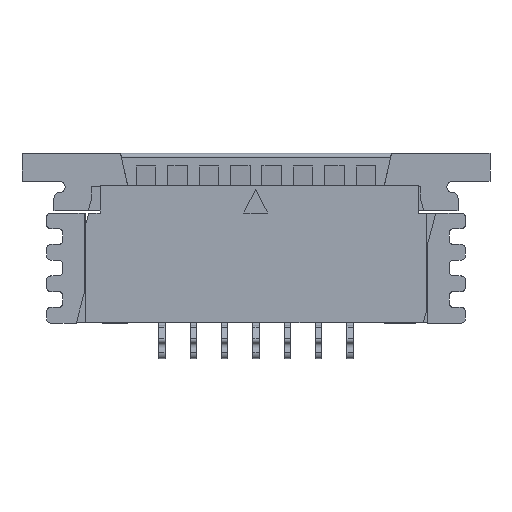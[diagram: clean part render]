
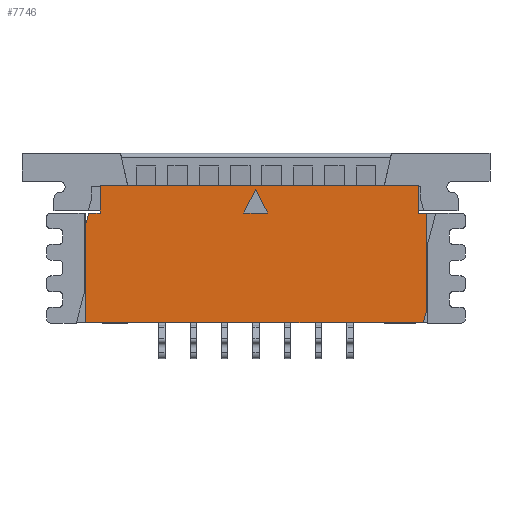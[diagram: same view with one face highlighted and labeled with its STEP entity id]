
A CAD part, front view. The second image highlights one B-rep face of the part: STEP entity #7746.
In plain terms, the highlighted planar face has unit normal (0, -1, 0).
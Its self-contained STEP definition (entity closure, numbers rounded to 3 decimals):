
#13=DIRECTION('',(0.259,0.,0.966));
#14=VECTOR('',#13,0.386);
#15=CARTESIAN_POINT('',(-5.43,-1.245,-1.243));
#16=LINE('',#15,#14);
#17=DIRECTION('',(1.,0.,0.));
#18=VECTOR('',#17,0.36);
#19=CARTESIAN_POINT('',(-5.33,-1.245,-0.87));
#20=LINE('',#19,#18);
#21=DIRECTION('',(0.,0.,1.));
#22=VECTOR('',#21,0.87);
#23=CARTESIAN_POINT('',(-4.97,-1.245,-0.87));
#24=LINE('',#23,#22);
#25=DIRECTION('',(0.,0.,-1.));
#26=VECTOR('',#25,0.87);
#27=CARTESIAN_POINT('',(5.17,-1.245,0.));
#28=LINE('',#27,#26);
#29=DIRECTION('',(1.,0.,0.));
#30=VECTOR('',#29,0.26);
#31=CARTESIAN_POINT('',(5.17,-1.245,-0.87));
#32=LINE('',#31,#30);
#33=DIRECTION('',(0.,0.,1.));
#34=VECTOR('',#33,3.127);
#35=CARTESIAN_POINT('',(5.43,-1.245,-3.997));
#36=LINE('',#35,#34);
#37=DIRECTION('',(-0.259,0.,-0.966));
#38=VECTOR('',#37,0.386);
#39=CARTESIAN_POINT('',(5.43,-1.245,-3.997));
#40=LINE('',#39,#38);
#41=DIRECTION('',(-1.,0.,0.));
#42=VECTOR('',#41,10.76);
#43=CARTESIAN_POINT('',(5.33,-1.245,-4.37));
#44=LINE('',#43,#42);
#45=DIRECTION('',(0.,0.,1.));
#46=VECTOR('',#45,3.127);
#47=CARTESIAN_POINT('',(-5.43,-1.245,-4.37));
#48=LINE('',#47,#46);
#49=DIRECTION('',(-0.447,0.,0.894));
#50=VECTOR('',#49,0.85);
#51=CARTESIAN_POINT('',(0.37,-1.245,-0.87));
#52=LINE('',#51,#50);
#53=DIRECTION('',(-0.447,0.,-0.894));
#54=VECTOR('',#53,0.85);
#55=CARTESIAN_POINT('',(-0.011,-1.245,-0.11));
#56=LINE('',#55,#54);
#57=DIRECTION('',(1.,0.,0.));
#58=VECTOR('',#57,0.76);
#59=CARTESIAN_POINT('',(-0.391,-1.245,-0.87));
#60=LINE('',#59,#58);
#2532=DIRECTION('',(-1.,0.,0.));
#2533=VECTOR('',#2532,10.14);
#2534=CARTESIAN_POINT('',(5.17,-1.245,0.));
#2535=LINE('',#2534,#2533);
#5877=CARTESIAN_POINT('',(-4.97,-1.245,-0.87));
#5878=CARTESIAN_POINT('',(-4.97,-1.245,0.));
#5879=VERTEX_POINT('',#5877);
#5880=VERTEX_POINT('',#5878);
#5881=CARTESIAN_POINT('',(5.17,-1.245,0.));
#5882=CARTESIAN_POINT('',(5.17,-1.245,-0.87));
#5883=VERTEX_POINT('',#5881);
#5884=VERTEX_POINT('',#5882);
#5896=CARTESIAN_POINT('',(-5.43,-1.245,-4.37));
#5898=VERTEX_POINT('',#5896);
#5901=CARTESIAN_POINT('',(5.43,-1.245,-0.87));
#5902=VERTEX_POINT('',#5901);
#7179=CARTESIAN_POINT('',(0.37,-1.245,-0.87));
#7180=CARTESIAN_POINT('',(-0.011,-1.245,-0.11));
#7181=VERTEX_POINT('',#7179);
#7182=VERTEX_POINT('',#7180);
#7183=CARTESIAN_POINT('',(-0.391,-1.245,-0.87));
#7184=VERTEX_POINT('',#7183);
#7193=CARTESIAN_POINT('',(-5.43,-1.245,-1.243));
#7194=CARTESIAN_POINT('',(-5.33,-1.245,-0.87));
#7195=VERTEX_POINT('',#7193);
#7196=VERTEX_POINT('',#7194);
#7205=CARTESIAN_POINT('',(5.43,-1.245,-3.997));
#7206=CARTESIAN_POINT('',(5.33,-1.245,-4.37));
#7207=VERTEX_POINT('',#7205);
#7208=VERTEX_POINT('',#7206);
#7711=CARTESIAN_POINT('',(0.,-1.245,0.));
#7712=DIRECTION('',(0.,1.,0.));
#7713=DIRECTION('',(1.,0.,0.));
#7714=AXIS2_PLACEMENT_3D('',#7711,#7712,#7713);
#7715=PLANE('',#7714);
#7717=ORIENTED_EDGE('',*,*,#7716,.T.);
#7719=ORIENTED_EDGE('',*,*,#7718,.T.);
#7721=ORIENTED_EDGE('',*,*,#7720,.T.);
#7723=ORIENTED_EDGE('',*,*,#7722,.F.);
#7725=ORIENTED_EDGE('',*,*,#7724,.T.);
#7727=ORIENTED_EDGE('',*,*,#7726,.T.);
#7729=ORIENTED_EDGE('',*,*,#7728,.F.);
#7731=ORIENTED_EDGE('',*,*,#7730,.T.);
#7733=ORIENTED_EDGE('',*,*,#7732,.T.);
#7735=ORIENTED_EDGE('',*,*,#7734,.T.);
#7736=EDGE_LOOP('',(#7717,#7719,#7721,#7723,#7725,#7727,#7729,#7731,#7733,
#7735));
#7737=FACE_OUTER_BOUND('',#7736,.F.);
#7739=ORIENTED_EDGE('',*,*,#7738,.T.);
#7741=ORIENTED_EDGE('',*,*,#7740,.T.);
#7743=ORIENTED_EDGE('',*,*,#7742,.T.);
#7744=EDGE_LOOP('',(#7739,#7741,#7743));
#7745=FACE_BOUND('',#7744,.F.);
#7716=EDGE_CURVE('',#7195,#7196,#16,.T.);
#7718=EDGE_CURVE('',#7196,#5879,#20,.T.);
#7720=EDGE_CURVE('',#5879,#5880,#24,.T.);
#7722=EDGE_CURVE('',#5883,#5880,#2535,.T.);
#7724=EDGE_CURVE('',#5883,#5884,#28,.T.);
#7726=EDGE_CURVE('',#5884,#5902,#32,.T.);
#7728=EDGE_CURVE('',#7207,#5902,#36,.T.);
#7730=EDGE_CURVE('',#7207,#7208,#40,.T.);
#7732=EDGE_CURVE('',#7208,#5898,#44,.T.);
#7734=EDGE_CURVE('',#5898,#7195,#48,.T.);
#7738=EDGE_CURVE('',#7181,#7182,#52,.T.);
#7740=EDGE_CURVE('',#7182,#7184,#56,.T.);
#7742=EDGE_CURVE('',#7184,#7181,#60,.T.);
#7746=ADVANCED_FACE('',(#7737,#7745),#7715,.F.);
